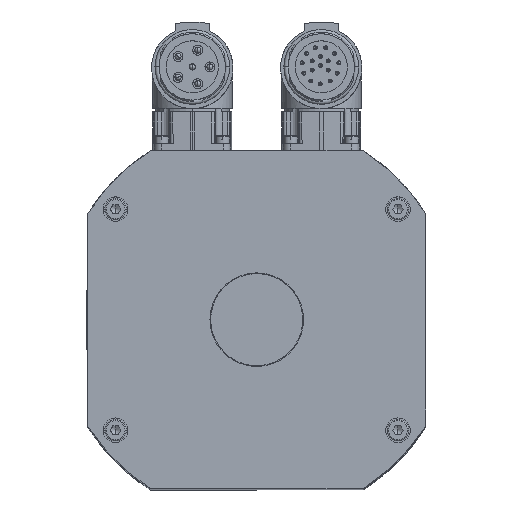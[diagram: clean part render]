
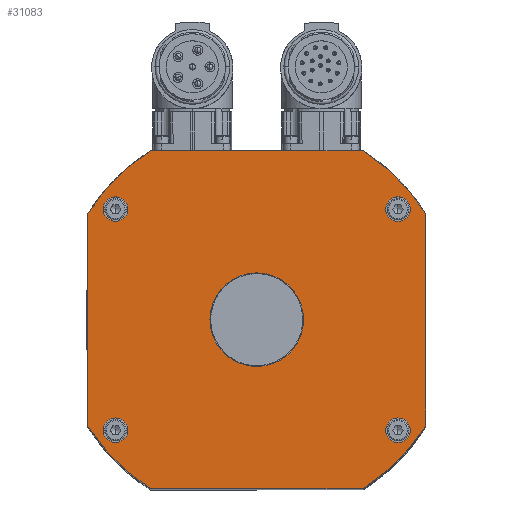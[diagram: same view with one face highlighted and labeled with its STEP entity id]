
A CAD part, top view. The second image highlights one B-rep face of the part: STEP entity #31083.
In plain terms, the highlighted face is planar.
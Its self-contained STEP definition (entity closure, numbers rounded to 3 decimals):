
#6057=CARTESIAN_POINT('',(0.,-15.25,259.5));
#6058=VERTEX_POINT('',#6057);
#6074=CARTESIAN_POINT('',(0.,15.25,259.5));
#6075=VERTEX_POINT('',#6074);
#6082=CARTESIAN_POINT('',(0.,0.,259.5));
#6083=DIRECTION('',(0.0,0.0,-1.0));
#6084=DIRECTION('',(0.0,-1.0,0.0));
#6085=AXIS2_PLACEMENT_3D('',#6082,#6083,#6084);
#6086=CIRCLE('',#6085,15.25);
#6087=EDGE_CURVE('',#6058,#6075,#6086,.T.);
#6120=CARTESIAN_POINT('',(46.,40.,259.5));
#6121=VERTEX_POINT('',#6120);
#6137=CARTESIAN_POINT('',(46.,32.,259.5));
#6138=VERTEX_POINT('',#6137);
#6145=CARTESIAN_POINT('',(46.,36.,259.5));
#6146=DIRECTION('',(0.0,0.0,-1.0));
#6147=DIRECTION('',(0.0,1.0,0.0));
#6148=AXIS2_PLACEMENT_3D('',#6145,#6146,#6147);
#6149=CIRCLE('',#6148,4.0);
#6150=EDGE_CURVE('',#6121,#6138,#6149,.T.);
#6183=CARTESIAN_POINT('',(-46.,40.,259.5));
#6184=VERTEX_POINT('',#6183);
#6200=CARTESIAN_POINT('',(-46.,32.,259.5));
#6201=VERTEX_POINT('',#6200);
#6208=CARTESIAN_POINT('',(-46.,36.,259.5));
#6209=DIRECTION('',(0.0,0.0,-1.0));
#6210=DIRECTION('',(0.0,1.0,0.0));
#6211=AXIS2_PLACEMENT_3D('',#6208,#6209,#6210);
#6212=CIRCLE('',#6211,4.0);
#6213=EDGE_CURVE('',#6184,#6201,#6212,.T.);
#6246=CARTESIAN_POINT('',(-46.,-32.,259.5));
#6247=VERTEX_POINT('',#6246);
#6263=CARTESIAN_POINT('',(-46.,-40.,259.5));
#6264=VERTEX_POINT('',#6263);
#6271=CARTESIAN_POINT('',(-46.,-36.,259.5));
#6272=DIRECTION('',(0.0,0.0,-1.0));
#6273=DIRECTION('',(0.0,1.0,0.0));
#6274=AXIS2_PLACEMENT_3D('',#6271,#6272,#6273);
#6275=CIRCLE('',#6274,4.0);
#6276=EDGE_CURVE('',#6247,#6264,#6275,.T.);
#6309=CARTESIAN_POINT('',(46.,-32.,259.5));
#6310=VERTEX_POINT('',#6309);
#6326=CARTESIAN_POINT('',(46.,-40.,259.5));
#6327=VERTEX_POINT('',#6326);
#6334=CARTESIAN_POINT('',(46.,-36.,259.5));
#6335=DIRECTION('',(0.0,0.0,-1.0));
#6336=DIRECTION('',(0.0,1.0,0.0));
#6337=AXIS2_PLACEMENT_3D('',#6334,#6335,#6336);
#6338=CIRCLE('',#6337,4.0);
#6339=EDGE_CURVE('',#6310,#6327,#6338,.T.);
#30399=CARTESIAN_POINT('',(46.,-36.,259.5));
#30400=DIRECTION('',(0.0,0.0,-1.0));
#30401=DIRECTION('',(0.0,1.0,0.0));
#30402=AXIS2_PLACEMENT_3D('',#30399,#30400,#30401);
#30403=CIRCLE('',#30402,4.0);
#30404=EDGE_CURVE('',#6327,#6310,#30403,.T.);
#30458=CARTESIAN_POINT('',(-46.,-36.,259.5));
#30459=DIRECTION('',(0.0,0.0,-1.0));
#30460=DIRECTION('',(0.0,1.0,0.0));
#30461=AXIS2_PLACEMENT_3D('',#30458,#30459,#30460);
#30462=CIRCLE('',#30461,4.0);
#30463=EDGE_CURVE('',#6264,#6247,#30462,.T.);
#30517=CARTESIAN_POINT('',(-46.,36.,259.5));
#30518=DIRECTION('',(0.0,0.0,-1.0));
#30519=DIRECTION('',(0.0,1.0,0.0));
#30520=AXIS2_PLACEMENT_3D('',#30517,#30518,#30519);
#30521=CIRCLE('',#30520,4.0);
#30522=EDGE_CURVE('',#6201,#6184,#30521,.T.);
#30582=CARTESIAN_POINT('',(46.,36.,259.5));
#30583=DIRECTION('',(0.0,0.0,-1.0));
#30584=DIRECTION('',(0.0,1.0,0.0));
#30585=AXIS2_PLACEMENT_3D('',#30582,#30583,#30584);
#30586=CIRCLE('',#30585,4.0);
#30587=EDGE_CURVE('',#6138,#6121,#30586,.T.);
#30600=CARTESIAN_POINT('',(0.,0.,259.5));
#30601=DIRECTION('',(0.0,0.0,-1.0));
#30602=DIRECTION('',(0.0,-1.0,0.0));
#30603=AXIS2_PLACEMENT_3D('',#30600,#30601,#30602);
#30604=CIRCLE('',#30603,15.25);
#30605=EDGE_CURVE('',#6075,#6058,#30604,.T.);
#30675=CARTESIAN_POINT('',(-55.,-34.641,259.5));
#30676=VERTEX_POINT('',#30675);
#30683=CARTESIAN_POINT('',(-55.,34.641,259.5));
#30684=VERTEX_POINT('',#30683);
#30685=CARTESIAN_POINT('',(-55.,-34.641,259.5));
#30686=DIRECTION('',(0.0,1.0,0.0));
#30687=VECTOR('',#30686,69.282);
#30688=LINE('',#30685,#30687);
#30689=EDGE_CURVE('',#30676,#30684,#30688,.T.);
#30738=CARTESIAN_POINT('',(-34.641,-55.,259.5));
#30739=VERTEX_POINT('',#30738);
#30746=CARTESIAN_POINT('',(0.,0.,259.5));
#30747=DIRECTION('',(0.,0.,-1.));
#30748=DIRECTION('',(-0.533,-0.846,0.));
#30749=AXIS2_PLACEMENT_3D('',#30746,#30747,#30748);
#30750=CIRCLE('',#30749,65.0);
#30751=EDGE_CURVE('',#30739,#30676,#30750,.T.);
#30770=CARTESIAN_POINT('',(34.641,-55.,259.5));
#30771=VERTEX_POINT('',#30770);
#30778=CARTESIAN_POINT('',(34.641,-55.,259.5));
#30779=DIRECTION('',(-1.0,0.0,0.0));
#30780=VECTOR('',#30779,69.282);
#30781=LINE('',#30778,#30780);
#30782=EDGE_CURVE('',#30771,#30739,#30781,.T.);
#30834=CARTESIAN_POINT('',(55.,-34.641,259.5));
#30835=VERTEX_POINT('',#30834);
#30842=CARTESIAN_POINT('',(0.,0.,259.5));
#30843=DIRECTION('',(0.,0.,-1.));
#30844=DIRECTION('',(0.846,-0.533,0.));
#30845=AXIS2_PLACEMENT_3D('',#30842,#30843,#30844);
#30846=CIRCLE('',#30845,65.0);
#30847=EDGE_CURVE('',#30835,#30771,#30846,.T.);
#30894=CARTESIAN_POINT('',(55.,34.641,259.5));
#30895=VERTEX_POINT('',#30894);
#30902=CARTESIAN_POINT('',(55.,34.641,259.5));
#30903=DIRECTION('',(0.0,-1.0,0.0));
#30904=VECTOR('',#30903,69.282);
#30905=LINE('',#30902,#30904);
#30906=EDGE_CURVE('',#30895,#30835,#30905,.T.);
#30950=CARTESIAN_POINT('',(34.641,55.,259.5));
#30951=VERTEX_POINT('',#30950);
#30958=CARTESIAN_POINT('',(0.,0.,259.5));
#30959=DIRECTION('',(0.,0.,-1.));
#30960=DIRECTION('',(0.533,0.846,0.));
#30961=AXIS2_PLACEMENT_3D('',#30958,#30959,#30960);
#30962=CIRCLE('',#30961,65.0);
#30963=EDGE_CURVE('',#30951,#30895,#30962,.T.);
#30982=CARTESIAN_POINT('',(-34.641,55.,259.5));
#30983=VERTEX_POINT('',#30982);
#30990=CARTESIAN_POINT('',(-34.641,55.,259.5));
#30991=DIRECTION('',(1.0,0.0,0.0));
#30992=VECTOR('',#30991,69.282);
#30993=LINE('',#30990,#30992);
#30994=EDGE_CURVE('',#30983,#30951,#30993,.T.);
#31037=CARTESIAN_POINT('',(0.,0.,259.5));
#31038=DIRECTION('',(0.,0.,-1.));
#31039=DIRECTION('',(-0.846,0.533,0.));
#31040=AXIS2_PLACEMENT_3D('',#31037,#31038,#31039);
#31041=CIRCLE('',#31040,65.0);
#31042=EDGE_CURVE('',#30684,#30983,#31041,.T.);
#31048=CARTESIAN_POINT('',(0.,0.,259.5));
#31049=DIRECTION('',(0.0,0.0,-1.0));
#31050=DIRECTION('',(0.0,-1.0,0.0));
#31051=AXIS2_PLACEMENT_3D('',#31048,#31049,#31050);
#31052=PLANE('',#31051);
#31053=ORIENTED_EDGE('',*,*,#30689,.F.);
#31054=ORIENTED_EDGE('',*,*,#30751,.F.);
#31055=ORIENTED_EDGE('',*,*,#30782,.F.);
#31056=ORIENTED_EDGE('',*,*,#30847,.F.);
#31057=ORIENTED_EDGE('',*,*,#30906,.F.);
#31058=ORIENTED_EDGE('',*,*,#30963,.F.);
#31059=ORIENTED_EDGE('',*,*,#30994,.F.);
#31060=ORIENTED_EDGE('',*,*,#31042,.F.);
#31061=EDGE_LOOP('',(#31053,#31054,#31055,#31056,#31057,#31058,#31059,#31060));
#31062=FACE_OUTER_BOUND('',#31061,.T.);
#31063=ORIENTED_EDGE('',*,*,#6339,.T.);
#31064=ORIENTED_EDGE('',*,*,#30404,.T.);
#31065=EDGE_LOOP('',(#31063,#31064));
#31066=FACE_BOUND('',#31065,.T.);
#31067=ORIENTED_EDGE('',*,*,#6276,.T.);
#31068=ORIENTED_EDGE('',*,*,#30463,.T.);
#31069=EDGE_LOOP('',(#31067,#31068));
#31070=FACE_BOUND('',#31069,.T.);
#31071=ORIENTED_EDGE('',*,*,#6213,.T.);
#31072=ORIENTED_EDGE('',*,*,#30522,.T.);
#31073=EDGE_LOOP('',(#31071,#31072));
#31074=FACE_BOUND('',#31073,.T.);
#31075=ORIENTED_EDGE('',*,*,#6150,.T.);
#31076=ORIENTED_EDGE('',*,*,#30587,.T.);
#31077=EDGE_LOOP('',(#31075,#31076));
#31078=FACE_BOUND('',#31077,.T.);
#31079=ORIENTED_EDGE('',*,*,#30605,.T.);
#31080=ORIENTED_EDGE('',*,*,#6087,.T.);
#31081=EDGE_LOOP('',(#31079,#31080));
#31082=FACE_BOUND('',#31081,.T.);
#31083=ADVANCED_FACE('',(#31062,#31066,#31070,#31074,#31078,#31082),#31052,.F.);
